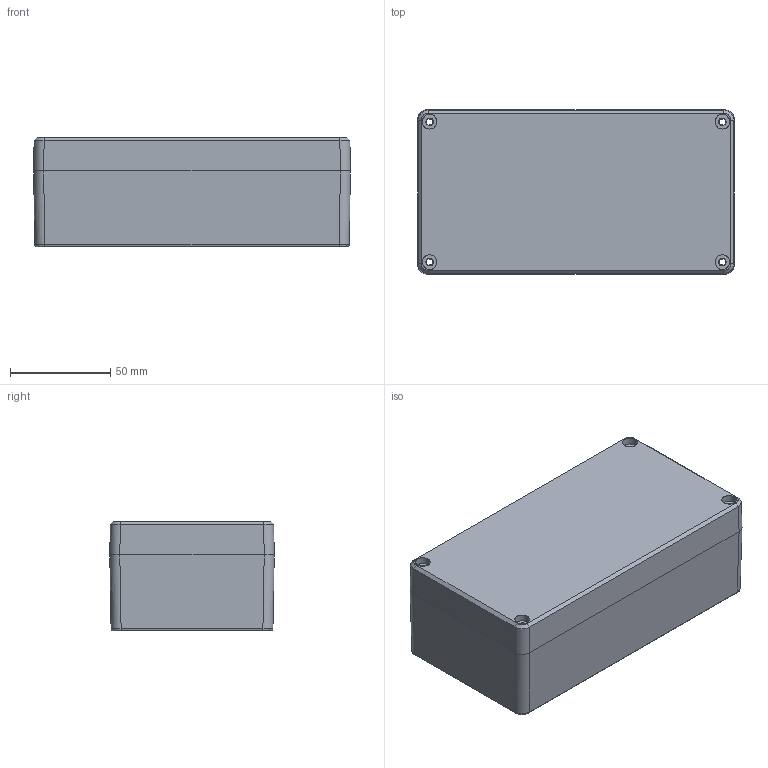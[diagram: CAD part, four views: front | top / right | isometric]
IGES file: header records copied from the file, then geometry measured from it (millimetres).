
Start section: SolidWorks IGES file using analytic representation for surfaces
Global section: file name: KMz 58.IGS; native system: SolidWorks 2008; preprocessor: SolidWorks 2008; author: user; date: 081102.223823; units: millimetre
Bounding box: 158 x 82 x 54.78 mm (x, y, z)
Surface area: 108654.7 mm2 (no closed solid volume)
Topology: 0 solids, 0 shells, 257 faces, 2098 edges, 2096 vertices
Faces by surface type: bspline 181, revolution 76
